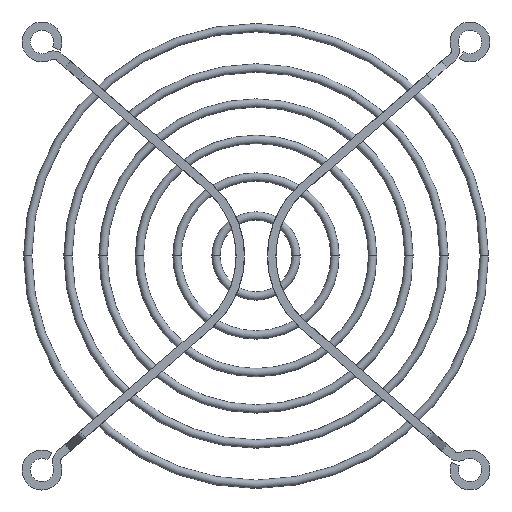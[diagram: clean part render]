
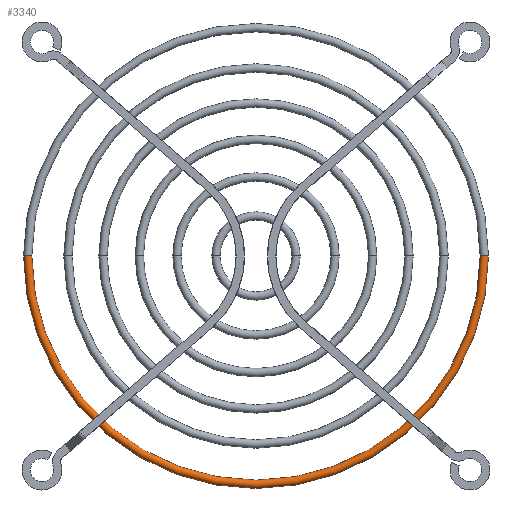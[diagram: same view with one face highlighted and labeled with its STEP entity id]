
A CAD part, front view. The second image highlights one B-rep face of the part: STEP entity #3340.
In plain terms, the highlighted toroidal (fillet/blend) face has major radius 43.95 mm and minor radius 0.8 mm.
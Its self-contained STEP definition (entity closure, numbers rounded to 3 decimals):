
#3260=CARTESIAN_POINT('POINT9564',(44.75,-2.6,
   0.));
#3261=VERTEX_POINT('VERTEX9564',#3260);
#3262=CARTESIAN_POINT('POINT9565',(-44.75,-2.6,
   0.));
#3263=VERTEX_POINT('VERTEX9565',#3262);
#3264=CARTESIAN_POINT('POS14765',(0.,-2.6,0.));
#3265=DIRECTION('DIR23945',(0.,1.,0.));
#3266=DIRECTION('DIR23946',(0.,0.,1.));
#3267=AXIS2_PLACEMENT_3D('AXIS9181',#3264,#3265,#3266);
#3268=CIRCLE('ELLIPSE5563',#3267,44.75);
#3269=EDGE_CURVE('EDGE14013',#3261,#3263,#3268,.T.);
#3271=CARTESIAN_POINT('POINT9566',(-43.15,-2.6,
   0.));
#3272=VERTEX_POINT('VERTEX9566',#3271);
#3273=CARTESIAN_POINT('POS14766',(-43.95,-2.6,
   0.));
#3274=DIRECTION('DIR23947',(0.,0.,-1.));
#3275=DIRECTION('DIR23948',(-1.,0.,0.));
#3276=AXIS2_PLACEMENT_3D('AXIS9182',#3273,#3274,#3275);
#3277=CIRCLE('ELLIPSE5564',#3276,0.8);
#3280=CARTESIAN_POINT('POINT9567',(43.15,-2.6,
   0.));
#3281=VERTEX_POINT('VERTEX9567',#3280);
#3282=CARTESIAN_POINT('POS14767',(0.,-2.6,0.));
#3283=DIRECTION('DIR23949',(0.,-1.,0.));
#3284=DIRECTION('DIR23950',(0.,0.,1.));
#3285=AXIS2_PLACEMENT_3D('AXIS9183',#3282,#3283,#3284);
#3286=CIRCLE('ELLIPSE5565',#3285,43.15);
#3287=EDGE_CURVE('EDGE14015',#3272,#3281,#3286,.T.);
#3289=CARTESIAN_POINT('POS14768',(43.95,-2.6,
   0.));
#3290=DIRECTION('DIR23951',(0.,0.,-1.));
#3291=DIRECTION('DIR23952',(1.,0.,0.));
#3292=AXIS2_PLACEMENT_3D('AXIS9184',#3289,#3290,#3291);
#3293=CIRCLE('ELLIPSE5566',#3292,0.8);
#3298=CARTESIAN_POINT('POS14769',(0.,-2.6,0.));
#3299=DIRECTION('DIR23953',(0.,1.,0.));
#3300=DIRECTION('DIR23954',(-1.,0.,0.));
#3301=AXIS2_PLACEMENT_3D('AXIS9185',#3298,#3299,#3300);
#3302=TOROIDAL_SURFACE('TORUS62',#3301,43.95,0.8)
   ;
#3304=ORIENTED_EDGE('COEDGE28031',*,*,#3269,.F.);
#3305=EDGE_CURVE('EDGE14017',#3261,#3281,#3293,.T.);
#3306=ORIENTED_EDGE('COEDGE28032',*,*,#3305,.T.);
#3307=ORIENTED_EDGE('COEDGE28033',*,*,#3287,.F.);
#3308=EDGE_CURVE('EDGE14018',#3272,#3263,#3277,.T.);
#3309=ORIENTED_EDGE('COEDGE28034',*,*,#3308,.T.);
#3310=EDGE_LOOP('NONE',(#3304,#3306,#3307,#3309));
#3311=FACE_BOUND('LOOP1',#3310,.T.);
#3312=CARTESIAN_POINT('POINT9568',(30.936,
   -3.4,-31.218));
#3313=VERTEX_POINT('VERTEX9568',#3312);
#3314=CARTESIAN_POINT('POINT9569',(29.774,
   -3.4,-32.328));
#3315=VERTEX_POINT('VERTEX9569',#3314);
#3316=CARTESIAN_POINT('POS14770',(0.,
   -3.4,0.));
#3317=DIRECTION('DIR23955',(0.,1.,0.));
#3318=DIRECTION('DIR23956',(0.,0.,1.));
#3319=AXIS2_PLACEMENT_3D('AXIS9186',#3316,#3317,#3318);
#3320=CIRCLE('ELLIPSE5567',#3319,43.95);
#3321=EDGE_CURVE('EDGE14019',#3313,#3315,#3320,.T.);
#3322=ORIENTED_EDGE('COEDGE28035',*,*,#3321,.T.);
#3323=ORIENTED_EDGE('COEDGE28036',*,*,#3321,.F.);
#3324=EDGE_LOOP('NONE',(#3322,#3323));
#3325=FACE_BOUND('LOOP1',#3324,.T.);
#3326=CARTESIAN_POINT('POINT9570',(-29.774,
   -3.4,-32.328));
#3327=VERTEX_POINT('VERTEX9570',#3326);
#3328=CARTESIAN_POINT('POINT9571',(-30.936,
   -3.4,-31.218));
#3329=VERTEX_POINT('VERTEX9571',#3328);
#3330=CARTESIAN_POINT('POS14771',(0.,
   -3.4,0.));
#3331=DIRECTION('DIR23957',(0.,1.,0.));
#3332=DIRECTION('DIR23958',(0.,0.,1.));
#3333=AXIS2_PLACEMENT_3D('AXIS9187',#3330,#3331,#3332);
#3334=CIRCLE('ELLIPSE5568',#3333,43.95);
#3335=EDGE_CURVE('EDGE14020',#3327,#3329,#3334,.T.);
#3336=ORIENTED_EDGE('COEDGE28037',*,*,#3335,.T.);
#3337=ORIENTED_EDGE('COEDGE28038',*,*,#3335,.F.);
#3338=EDGE_LOOP('NONE',(#3336,#3337));
#3339=FACE_BOUND('LOOP1',#3338,.T.);
#3340=ADVANCED_FACE('FACE4932',(#3311,#3325,#3339),#3302,.T.);
